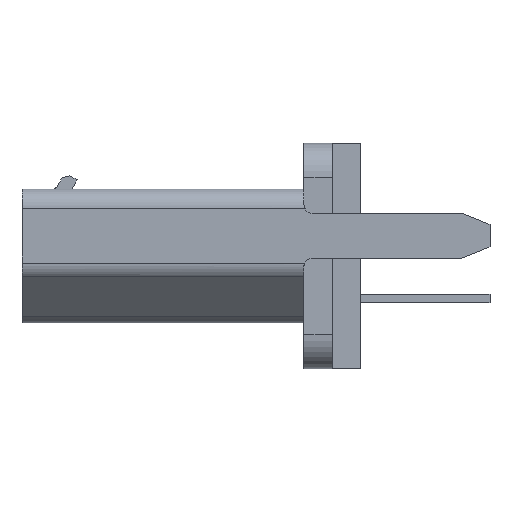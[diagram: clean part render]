
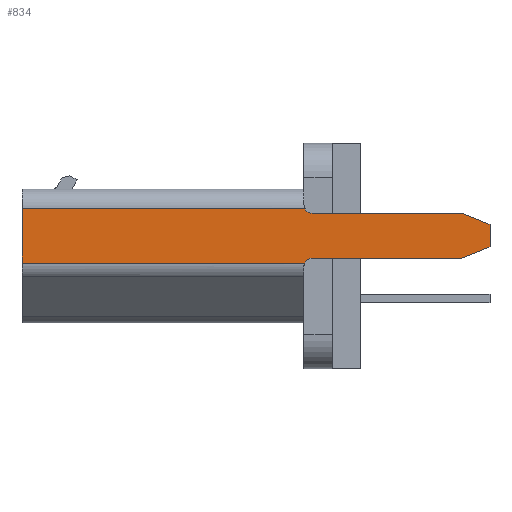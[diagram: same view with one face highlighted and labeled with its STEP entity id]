
A CAD part, left-side view. The second image highlights one B-rep face of the part: STEP entity #834.
In plain terms, the highlighted face is planar.
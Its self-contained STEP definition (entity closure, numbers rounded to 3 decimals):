
#834 = ADVANCED_FACE( 'NONE', ( #1843 ), #1844, .T. );
#1843 = FACE_OUTER_BOUND( '', #2961, .T. );
#1844 = PLANE( '', #2962 );
#2961 = EDGE_LOOP( '', ( #7099, #7100, #7101, #7102, #7103, #7104, #7105, #7106, #7107, #7108 ) );
#2962 = AXIS2_PLACEMENT_3D( '', #7109, #7110, #7111 );
#7099 = ORIENTED_EDGE( '', *, *, #8513, .F. );
#7100 = ORIENTED_EDGE( '', *, *, #8659, .T. );
#7101 = ORIENTED_EDGE( '', *, *, #8681, .F. );
#7102 = ORIENTED_EDGE( '', *, *, #8407, .F. );
#7103 = ORIENTED_EDGE( '', *, *, #8401, .F. );
#7104 = ORIENTED_EDGE( '', *, *, #8538, .F. );
#7105 = ORIENTED_EDGE( '', *, *, #8665, .F. );
#7106 = ORIENTED_EDGE( '', *, *, #8510, .F. );
#7107 = ORIENTED_EDGE( '', *, *, #8469, .F. );
#7108 = ORIENTED_EDGE( '', *, *, #8586, .F. );
#7109 = CARTESIAN_POINT( '', ( 3.7, 8.466, -1.331 ) );
#7110 = DIRECTION( '', ( 1., 0., 0. ) );
#7111 = DIRECTION( '', ( 0., 1., 0. ) );
#8401 = EDGE_CURVE( 'NONE', #10550, #10552, #10553, .T. );
#8407 = EDGE_CURVE( 'NONE', #10552, #10563, #10564, .T. );
#8469 = EDGE_CURVE( 'NONE', #10673, #10675, #10676, .T. );
#8510 = EDGE_CURVE( 'NONE', #10675, #10746, #10750, .T. );
#8513 = EDGE_CURVE( 'NONE', #10753, #10754, #10755, .T. );
#8538 = EDGE_CURVE( 'NONE', #10790, #10550, #10792, .T. );
#8586 = EDGE_CURVE( 'NONE', #10754, #10673, #10863, .T. );
#8659 = EDGE_CURVE( 'NONE', #10753, #10961, #10963, .T. );
#8665 = EDGE_CURVE( 'NONE', #10746, #10790, #10969, .T. );
#8681 = EDGE_CURVE( 'NONE', #10563, #10961, #10987, .T. );
#10550 = VERTEX_POINT( 'NONE', #13925 );
#10552 = VERTEX_POINT( 'NONE', #13928 );
#10553 = CIRCLE( '', #13929, 0.15 );
#10563 = VERTEX_POINT( 'NONE', #13949 );
#10564 = LINE( '', #13950, #13951 );
#10673 = VERTEX_POINT( 'NONE', #14115 );
#10675 = VERTEX_POINT( 'NONE', #14118 );
#10676 = LINE( '', #14119, #14120 );
#10746 = VERTEX_POINT( 'NONE', #14222 );
#10750 = LINE( '', #14228, #14229 );
#10753 = VERTEX_POINT( 'NONE', #14234 );
#10754 = VERTEX_POINT( 'NONE', #14235 );
#10755 = CIRCLE( '', #14236, 0.15 );
#10790 = VERTEX_POINT( 'NONE', #14297 );
#10792 = LINE( '', #14300, #14301 );
#10863 = LINE( '', #14412, #14413 );
#10961 = VERTEX_POINT( 'NONE', #14562 );
#10963 = LINE( '', #14564, #14565 );
#10969 = LINE( '', #14576, #14577 );
#10987 = LINE( '', #14605, #14606 );
#13925 = CARTESIAN_POINT( '', ( 3.7, 5.15, -1.225 ) );
#13928 = CARTESIAN_POINT( '', ( 3.7, 5.015, -1.309 ) );
#13929 = AXIS2_PLACEMENT_3D( '', #15991, #15992, #15993 );
#13949 = CARTESIAN_POINT( '', ( 3.7, 0., -1.309 ) );
#13950 = CARTESIAN_POINT( '', ( 3.7, 4.15, -1.309 ) );
#13951 = VECTOR( '', #15999, 1000. );
#14115 = CARTESIAN_POINT( '', ( 3.7, 7.8, -0.425 ) );
#14118 = CARTESIAN_POINT( '', ( 3.7, 8.3, -0.625 ) );
#14119 = CARTESIAN_POINT( '', ( 3.7, 8.32, -0.633 ) );
#14120 = VECTOR( '', #16090, 1000. );
#14222 = CARTESIAN_POINT( '', ( 3.7, 8.3, -1.025 ) );
#14228 = CARTESIAN_POINT( '', ( 3.7, 8.3, -0.83 ) );
#14229 = VECTOR( '', #16143, 1000. );
#14234 = CARTESIAN_POINT( '', ( 3.7, 5.02, -0.35 ) );
#14235 = CARTESIAN_POINT( '', ( 3.7, 5.15, -0.425 ) );
#14236 = AXIS2_PLACEMENT_3D( '', #16146, #16147, #16148 );
#14297 = CARTESIAN_POINT( '', ( 3.7, 7.8, -1.225 ) );
#14300 = CARTESIAN_POINT( '', ( 3.7, 4.15, -1.225 ) );
#14301 = VECTOR( '', #16181, 1000. );
#14412 = CARTESIAN_POINT( '', ( 3.7, 4.15, -0.425 ) );
#14413 = VECTOR( '', #16243, 1000. );
#14562 = CARTESIAN_POINT( '', ( 3.7, 0., -0.35 ) );
#14564 = CARTESIAN_POINT( '', ( 3.7, 2.51, -0.35 ) );
#14565 = VECTOR( '', #16358, 1000. );
#14576 = CARTESIAN_POINT( '', ( 3.7, 8.32, -1.017 ) );
#14577 = VECTOR( '', #16364, 1000. );
#14605 = CARTESIAN_POINT( '', ( 3.7, 0., -0.83 ) );
#14606 = VECTOR( '', #16390, 1000. );
#15991 = CARTESIAN_POINT( '', ( 3.7, 5.15, -1.375 ) );
#15992 = DIRECTION( '', ( 1., 0., 0. ) );
#15993 = DIRECTION( '', ( 0., 0., 1. ) );
#15999 = DIRECTION( '', ( 0., -1., 0. ) );
#16090 = DIRECTION( '', ( 0., 0.928, -0.371 ) );
#16143 = DIRECTION( '', ( 0., 0., -1. ) );
#16146 = CARTESIAN_POINT( '', ( 3.7, 5.15, -0.275 ) );
#16147 = DIRECTION( '', ( 1., 0., 0. ) );
#16148 = DIRECTION( '', ( 0., 0., -1. ) );
#16181 = DIRECTION( '', ( 0., -1., 0. ) );
#16243 = DIRECTION( '', ( 0., 1., 0. ) );
#16358 = DIRECTION( '', ( 0., -1., 0. ) );
#16364 = DIRECTION( '', ( 0., -0.928, -0.371 ) );
#16390 = DIRECTION( '', ( 0., 0., 1. ) );
